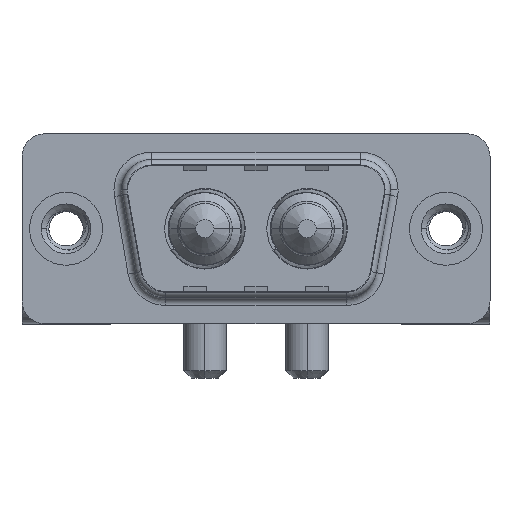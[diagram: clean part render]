
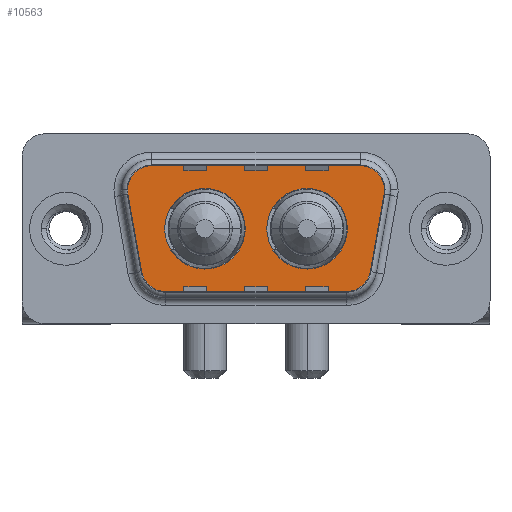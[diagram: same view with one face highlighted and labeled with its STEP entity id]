
A CAD part, top view. The second image highlights one B-rep face of the part: STEP entity #10563.
In plain terms, the highlighted planar face has unit normal (0, 0, 1).
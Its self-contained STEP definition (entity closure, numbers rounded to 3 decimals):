
#61 = CARTESIAN_POINT ( 'NONE',  ( 19.564, 2.9, 0. ) ) ;
#246 = CARTESIAN_POINT ( 'NONE',  ( 18.541, -2.9, 0. ) ) ;
#260 = EDGE_CURVE ( 'NONE', #1104, #10581, #8891, .T. ) ;
#339 = VERTEX_POINT ( 'NONE', #5878 ) ;
#449 = CARTESIAN_POINT ( 'NONE',  ( 5.436, 4.9, 0. ) ) ;
#495 = CARTESIAN_POINT ( 'NONE',  ( 21.534, 2.553, 0. ) ) ;
#540 = AXIS2_PLACEMENT_3D ( 'NONE', #8555, #3819, #10719 ) ;
#558 = DIRECTION ( 'NONE',  ( -1., 0., 0. ) ) ;
#716 = CIRCLE ( 'NONE', #10431, 2. ) ;
#737 = CIRCLE ( 'NONE', #6565, 2. ) ;
#861 = CARTESIAN_POINT ( 'NONE',  ( 6.459, -4.9, 0. ) ) ;
#925 = CARTESIAN_POINT ( 'NONE',  ( 18.541, -2.9, 0. ) ) ;
#979 = CARTESIAN_POINT ( 'NONE',  ( 3.466, 2.553, 0. ) ) ;
#1104 = VERTEX_POINT ( 'NONE', #3521 ) ;
#1227 = EDGE_CURVE ( 'NONE', #6081, #339, #8572, .T. ) ;
#1414 = DIRECTION ( 'NONE',  ( 0., 0., 1. ) ) ;
#1437 = CARTESIAN_POINT ( 'NONE',  ( 5.436, 4.9, 0. ) ) ;
#1452 = EDGE_LOOP ( 'NONE', ( #12107, #1584 ) ) ;
#1584 = ORIENTED_EDGE ( 'NONE', *, *, #5347, .F. ) ;
#1642 = DIRECTION ( 'NONE',  ( 1., 0., 0. ) ) ;
#1682 = EDGE_CURVE ( 'NONE', #4027, #12403, #2939, .T. ) ;
#2051 = DIRECTION ( 'NONE',  ( 0., 0., 1. ) ) ;
#2188 = ORIENTED_EDGE ( 'NONE', *, *, #1227, .T. ) ;
#2266 = FACE_OUTER_BOUND ( 'NONE', #6653, .T. ) ;
#2287 = EDGE_CURVE ( 'NONE', #6697, #1104, #737, .T. ) ;
#2301 = CARTESIAN_POINT ( 'NONE',  ( 4.489, -3.247, 0. ) ) ;
#2543 = VERTEX_POINT ( 'NONE', #12108 ) ;
#2716 = ORIENTED_EDGE ( 'NONE', *, *, #11762, .T. ) ;
#2737 = CIRCLE ( 'NONE', #540, 2.65 ) ;
#2939 = CIRCLE ( 'NONE', #9396, 2.65 ) ;
#2963 = DIRECTION ( 'NONE',  ( -1., 0., 0. ) ) ;
#3080 = LINE ( 'NONE', #6040, #9449 ) ;
#3314 = CARTESIAN_POINT ( 'NONE',  ( 18.51, 0., 0. ) ) ;
#3369 = AXIS2_PLACEMENT_3D ( 'NONE', #11368, #1414, #5534 ) ;
#3521 = CARTESIAN_POINT ( 'NONE',  ( 20.511, -3.247, 0. ) ) ;
#3631 = LINE ( 'NONE', #1437, #11215 ) ;
#3698 = DIRECTION ( 'NONE',  ( 0., 0., 1. ) ) ;
#3727 = VERTEX_POINT ( 'NONE', #861 ) ;
#3819 = DIRECTION ( 'NONE',  ( 0., 0., 1. ) ) ;
#3887 = DIRECTION ( 'NONE',  ( 1., 0., 0. ) ) ;
#3908 = CARTESIAN_POINT ( 'NONE',  ( 9.14, 0., 0. ) ) ;
#4027 = VERTEX_POINT ( 'NONE', #4796 ) ;
#4150 = EDGE_CURVE ( 'NONE', #10581, #6081, #9657, .T. ) ;
#4213 = DIRECTION ( 'NONE',  ( 1., 0., 0. ) ) ;
#4244 = CARTESIAN_POINT ( 'NONE',  ( 6.49, 0., 0. ) ) ;
#4280 = DIRECTION ( 'NONE',  ( 0.174, -0.985, 0. ) ) ;
#4535 = EDGE_CURVE ( 'NONE', #10906, #7697, #3080, .T. ) ;
#4707 = ORIENTED_EDGE ( 'NONE', *, *, #260, .T. ) ;
#4731 = ORIENTED_EDGE ( 'NONE', *, *, #4150, .T. ) ;
#4747 = LINE ( 'NONE', #10158, #9105 ) ;
#4764 = AXIS2_PLACEMENT_3D ( 'NONE', #12411, #10513, #9682 ) ;
#4791 = ORIENTED_EDGE ( 'NONE', *, *, #11435, .F. ) ;
#4796 = CARTESIAN_POINT ( 'NONE',  ( 13.21, 0., 0. ) ) ;
#4813 = ORIENTED_EDGE ( 'NONE', *, *, #11719, .T. ) ;
#5035 = EDGE_LOOP ( 'NONE', ( #4791, #10516 ) ) ;
#5160 = FACE_BOUND ( 'NONE', #5035, .T. ) ;
#5347 = EDGE_CURVE ( 'NONE', #8150, #2543, #6228, .T. ) ;
#5534 = DIRECTION ( 'NONE',  ( -1., 0., 0. ) ) ;
#5589 = DIRECTION ( 'NONE',  ( -1., 0., 0. ) ) ;
#5827 = DIRECTION ( 'NONE',  ( 1., 0., 0. ) ) ;
#5878 = CARTESIAN_POINT ( 'NONE',  ( 19.564, 4.9, 0. ) ) ;
#6019 = AXIS2_PLACEMENT_3D ( 'NONE', #61, #11619, #2963 ) ;
#6040 = CARTESIAN_POINT ( 'NONE',  ( 3.466, 2.553, 0. ) ) ;
#6081 = VERTEX_POINT ( 'NONE', #7098 ) ;
#6228 = CIRCLE ( 'NONE', #9875, 2.65 ) ;
#6565 = AXIS2_PLACEMENT_3D ( 'NONE', #925, #11413, #3887 ) ;
#6571 = ORIENTED_EDGE ( 'NONE', *, *, #9317, .T. ) ;
#6653 = EDGE_LOOP ( 'NONE', ( #11847, #4707, #4731, #2188, #6571, #2716, #9020, #4813, #8733 ) ) ;
#6697 = VERTEX_POINT ( 'NONE', #8295 ) ;
#7098 = CARTESIAN_POINT ( 'NONE',  ( 21.564, 2.9, 0. ) ) ;
#7294 = CARTESIAN_POINT ( 'NONE',  ( 21.534, 2.553, 0. ) ) ;
#7306 = VERTEX_POINT ( 'NONE', #449 ) ;
#7351 = EDGE_CURVE ( 'NONE', #3727, #6697, #4747, .T. ) ;
#7697 = VERTEX_POINT ( 'NONE', #2301 ) ;
#7865 = CARTESIAN_POINT ( 'NONE',  ( 15.86, 0., 0. ) ) ;
#8133 = FACE_BOUND ( 'NONE', #1452, .T. ) ;
#8150 = VERTEX_POINT ( 'NONE', #4244 ) ;
#8164 = DIRECTION ( 'NONE',  ( 0., 0., 1. ) ) ;
#8179 = DIRECTION ( 'NONE',  ( 0.174, 0.985, 0. ) ) ;
#8295 = CARTESIAN_POINT ( 'NONE',  ( 18.541, -4.9, 0. ) ) ;
#8555 = CARTESIAN_POINT ( 'NONE',  ( 9.14, 0., 0. ) ) ;
#8562 = CARTESIAN_POINT ( 'NONE',  ( 19.564, 2.9, 0. ) ) ;
#8572 = CIRCLE ( 'NONE', #9499, 2. ) ;
#8598 = CIRCLE ( 'NONE', #4764, 2.65 ) ;
#8733 = ORIENTED_EDGE ( 'NONE', *, *, #7351, .T. ) ;
#8891 = LINE ( 'NONE', #7294, #12157 ) ;
#9020 = ORIENTED_EDGE ( 'NONE', *, *, #4535, .T. ) ;
#9105 = VECTOR ( 'NONE', #12479, 1000. ) ;
#9124 = CARTESIAN_POINT ( 'NONE',  ( 5.436, 2.9, 0. ) ) ;
#9317 = EDGE_CURVE ( 'NONE', #339, #7306, #3631, .T. ) ;
#9396 = AXIS2_PLACEMENT_3D ( 'NONE', #7865, #2051, #5827 ) ;
#9449 = VECTOR ( 'NONE', #4280, 1000. ) ;
#9499 = AXIS2_PLACEMENT_3D ( 'NONE', #8562, #3698, #5589 ) ;
#9657 = CIRCLE ( 'NONE', #6019, 2. ) ;
#9682 = DIRECTION ( 'NONE',  ( 1., 0., 0. ) ) ;
#9731 = DIRECTION ( 'NONE',  ( 0., 0., 1. ) ) ;
#9875 = AXIS2_PLACEMENT_3D ( 'NONE', #3908, #9731, #11566 ) ;
#10025 = DIRECTION ( 'NONE',  ( 0., 0., 1. ) ) ;
#10158 = CARTESIAN_POINT ( 'NONE',  ( 6.459, -4.9, 0. ) ) ;
#10205 = CIRCLE ( 'NONE', #3369, 2. ) ;
#10253 = AXIS2_PLACEMENT_3D ( 'NONE', #246, #10025, #4213 ) ;
#10431 = AXIS2_PLACEMENT_3D ( 'NONE', #9124, #8164, #1642 ) ;
#10513 = DIRECTION ( 'NONE',  ( 0., 0., 1. ) ) ;
#10516 = ORIENTED_EDGE ( 'NONE', *, *, #1682, .F. ) ;
#10563 = ADVANCED_FACE ( 'NONE', ( #5160, #8133, #2266 ), #10785, .T. ) ;
#10581 = VERTEX_POINT ( 'NONE', #495 ) ;
#10719 = DIRECTION ( 'NONE',  ( 1., 0., 0. ) ) ;
#10785 = PLANE ( 'NONE',  #10253 ) ;
#10906 = VERTEX_POINT ( 'NONE', #979 ) ;
#11215 = VECTOR ( 'NONE', #558, 1000. ) ;
#11368 = CARTESIAN_POINT ( 'NONE',  ( 6.459, -2.9, 0. ) ) ;
#11413 = DIRECTION ( 'NONE',  ( 0., 0., 1. ) ) ;
#11435 = EDGE_CURVE ( 'NONE', #12403, #4027, #8598, .T. ) ;
#11566 = DIRECTION ( 'NONE',  ( 1., 0., 0. ) ) ;
#11619 = DIRECTION ( 'NONE',  ( 0., 0., 1. ) ) ;
#11719 = EDGE_CURVE ( 'NONE', #7697, #3727, #10205, .T. ) ;
#11762 = EDGE_CURVE ( 'NONE', #7306, #10906, #716, .T. ) ;
#11847 = ORIENTED_EDGE ( 'NONE', *, *, #2287, .T. ) ;
#12107 = ORIENTED_EDGE ( 'NONE', *, *, #12206, .F. ) ;
#12108 = CARTESIAN_POINT ( 'NONE',  ( 11.79, 0., 0. ) ) ;
#12157 = VECTOR ( 'NONE', #8179, 1000. ) ;
#12206 = EDGE_CURVE ( 'NONE', #2543, #8150, #2737, .T. ) ;
#12403 = VERTEX_POINT ( 'NONE', #3314 ) ;
#12411 = CARTESIAN_POINT ( 'NONE',  ( 15.86, 0., 0. ) ) ;
#12479 = DIRECTION ( 'NONE',  ( 1., 0., 0. ) ) ;
